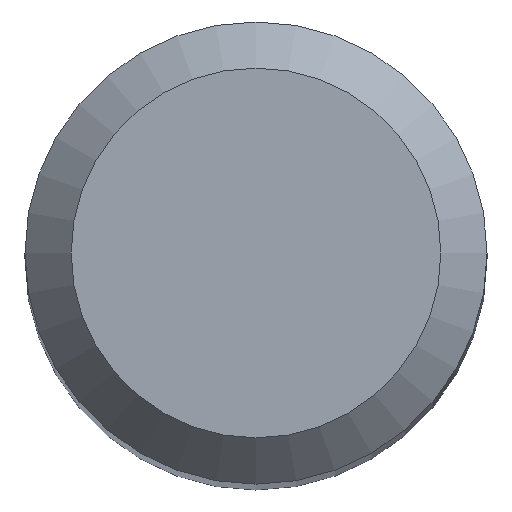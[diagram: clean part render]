
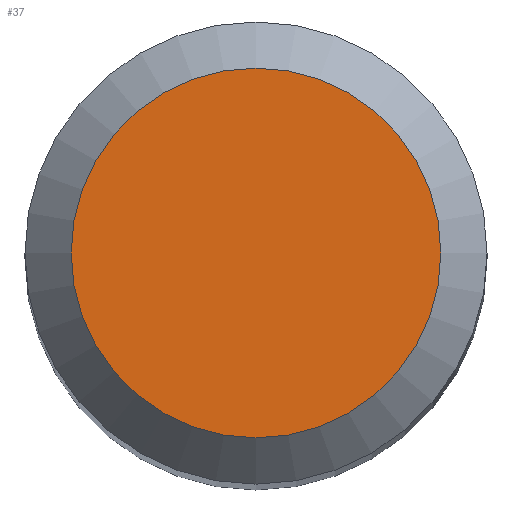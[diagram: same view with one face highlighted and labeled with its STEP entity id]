
A CAD part, top view. The second image highlights one B-rep face of the part: STEP entity #37.
In plain terms, the highlighted planar face has unit normal (0, 0, 1).
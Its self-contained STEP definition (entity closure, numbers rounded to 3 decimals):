
#3 = PLANE ( 'NONE',  #208 ) ;
#4 = DIRECTION ( 'NONE',  ( 0., 0., -1. ) ) ;
#26 = VERTEX_POINT ( 'NONE', #86 ) ;
#34 = CIRCLE ( 'NONE', #201, 1.6 ) ;
#37 = ADVANCED_FACE ( 'NONE', ( #216 ), #3, .F. ) ;
#86 = CARTESIAN_POINT ( 'NONE',  ( 0., 1.6, 35. ) ) ;
#93 = CARTESIAN_POINT ( 'NONE',  ( 0., 0., 35. ) ) ;
#117 = CARTESIAN_POINT ( 'NONE',  ( 0., 0., 35. ) ) ;
#124 = EDGE_LOOP ( 'NONE', ( #187 ) ) ;
#151 = DIRECTION ( 'NONE',  ( 0., 1., 0. ) ) ;
#179 = EDGE_CURVE ( 'NONE', #26, #26, #34, .T. ) ;
#187 = ORIENTED_EDGE ( 'NONE', *, *, #179, .F. ) ;
#190 = DIRECTION ( 'NONE',  ( 0., 1., 0. ) ) ;
#201 = AXIS2_PLACEMENT_3D ( 'NONE', #93, #4, #151 ) ;
#208 = AXIS2_PLACEMENT_3D ( 'NONE', #117, #214, #190 ) ;
#214 = DIRECTION ( 'NONE',  ( 0., 0., -1. ) ) ;
#216 = FACE_OUTER_BOUND ( 'NONE', #124, .T. ) ;
